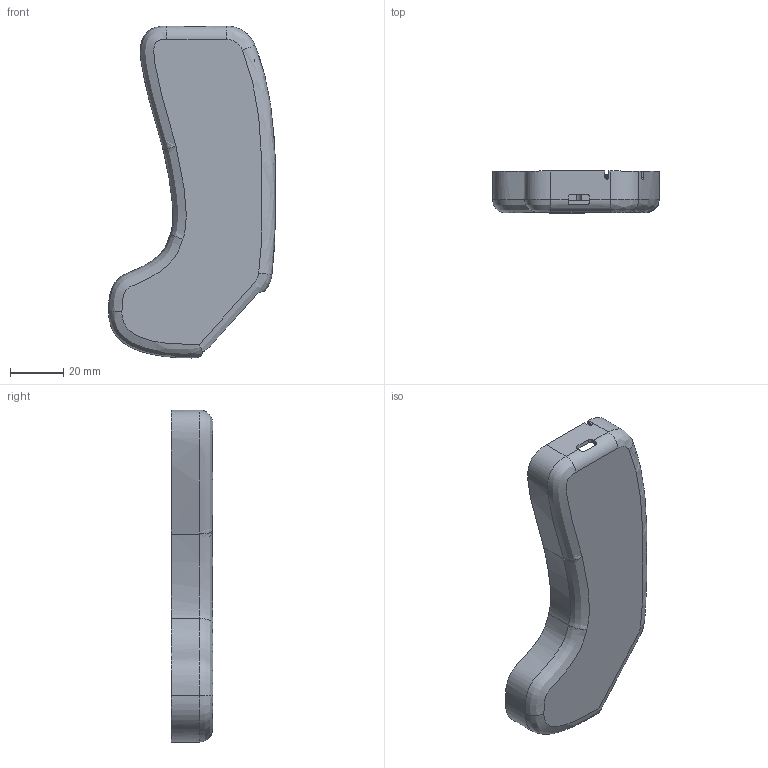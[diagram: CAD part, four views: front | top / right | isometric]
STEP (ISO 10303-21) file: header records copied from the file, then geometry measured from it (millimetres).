
FILE_DESCRIPTION(/* description */ (''),/* implementation_level */ '2;1');
FILE_NAME(/* name */ 'thumbwheelBase.step',/* time_stamp */ '2022-05-10T16:35:41+02:00',/* author */ (''),/* organization */ (''),/* preprocessor_version */ 'ST-DEVELOPER v18.1',/* originating_system */ 'Autodesk Translation Framework v10.14.0.1471',/* authorisation */ '');
FILE_SCHEMA (('AUTOMOTIVE_DESIGN { 1 0 10303 214 3 1 1 }'));
Length unit declared in the file: millimetre
Products named in the file (1): thumbwheelBase
Bounding box: 62.44 x 15.5 x 124.15 mm (x, y, z)
Volume: 15331.1 mm3; surface area: 22823.6 mm2
Topology: 1 solids, 1 shells, 283 faces, 791 edges, 515 vertices
Faces by surface type: plane 146, bspline 72, cylinder 55, torus 10
Full cylindrical faces by diameter (mm): 4.5 x6, 7 x5, 7.8 x1, 9 x1
Entity records: 14334 total; most frequent: CARTESIAN_POINT 7592, ORIENTED_EDGE 1582, DIRECTION 1128, EDGE_CURVE 791, VERTEX_POINT 515, LINE 396, VECTOR 396, AXIS2_PLACEMENT_3D 366
